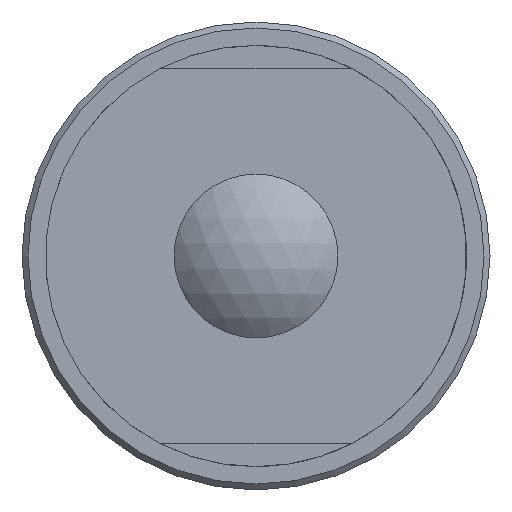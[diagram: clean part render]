
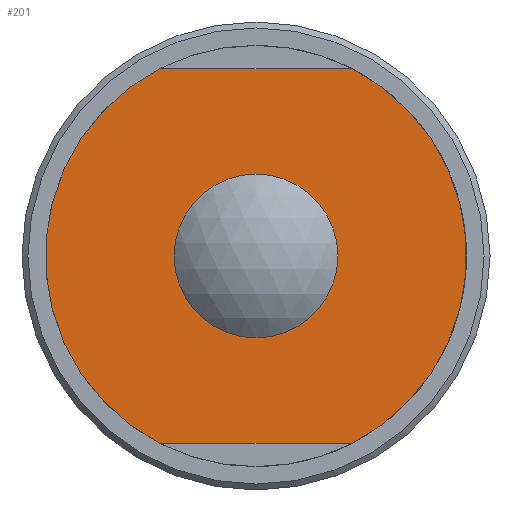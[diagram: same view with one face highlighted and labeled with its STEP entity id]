
A CAD part, left-side view. The second image highlights one B-rep face of the part: STEP entity #201.
In plain terms, the highlighted planar face has unit normal (-1, 0, 0).
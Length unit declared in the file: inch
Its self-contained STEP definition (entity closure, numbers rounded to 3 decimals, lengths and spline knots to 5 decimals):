
#28 = VECTOR ( 'NONE', #411, 39.37008 ) ;
#80 = VERTEX_POINT ( 'NONE', #113 ) ;
#88 = EDGE_CURVE ( 'NONE', #80, #405, #95, .T. ) ;
#95 = LINE ( 'NONE', #345, #28 ) ;
#98 = VERTEX_POINT ( 'NONE', #534 ) ;
#111 = ORIENTED_EDGE ( 'NONE', *, *, #295, .F. ) ;
#113 = CARTESIAN_POINT ( 'NONE',  ( 0.05906, 0.08116, -0.15748 ) ) ;
#115 = DIRECTION ( 'NONE',  ( -1., 0., 0. ) ) ;
#116 = DIRECTION ( 'NONE',  ( 0., 0., 1. ) ) ;
#124 = DIRECTION ( 'NONE',  ( 1., 0., 0. ) ) ;
#127 = CARTESIAN_POINT ( 'NONE',  ( 0.05906, 0.0689, 0. ) ) ;
#137 = AXIS2_PLACEMENT_3D ( 'NONE', #637, #319, #145 ) ;
#145 = DIRECTION ( 'NONE',  ( 0., 0., 1. ) ) ;
#148 = CIRCLE ( 'NONE', #137, 0.17717 ) ;
#154 = VERTEX_POINT ( 'NONE', #732 ) ;
#197 = FACE_BOUND ( 'NONE', #494, .T. ) ;
#201 = ADVANCED_FACE ( 'NONE', ( #197, #717 ), #358, .F. ) ;
#281 = CARTESIAN_POINT ( 'NONE',  ( 0.05906, 0., 0. ) ) ;
#295 = EDGE_CURVE ( 'NONE', #312, #98, #769, .T. ) ;
#312 = VERTEX_POINT ( 'NONE', #512 ) ;
#319 = DIRECTION ( 'NONE',  ( -1., 0., 0. ) ) ;
#339 = CARTESIAN_POINT ( 'NONE',  ( 0.05906, 0., 0. ) ) ;
#345 = CARTESIAN_POINT ( 'NONE',  ( 0.05906, 0.0689, -0.15748 ) ) ;
#358 = PLANE ( 'NONE',  #599 ) ;
#379 = VECTOR ( 'NONE', #450, 39.37008 ) ;
#405 = VERTEX_POINT ( 'NONE', #675 ) ;
#411 = DIRECTION ( 'NONE',  ( 0., -1., 0. ) ) ;
#414 = DIRECTION ( 'NONE',  ( 0., 0., 1. ) ) ;
#426 = ORIENTED_EDGE ( 'NONE', *, *, #88, .T. ) ;
#432 = EDGE_CURVE ( 'NONE', #154, #154, #671, .T. ) ;
#450 = DIRECTION ( 'NONE',  ( 0., -1., 0. ) ) ;
#483 = ORIENTED_EDGE ( 'NONE', *, *, #432, .F. ) ;
#494 = EDGE_LOOP ( 'NONE', ( #483 ) ) ;
#507 = CIRCLE ( 'NONE', #564, 0.17717 ) ;
#510 = EDGE_CURVE ( 'NONE', #405, #98, #148, .T. ) ;
#512 = CARTESIAN_POINT ( 'NONE',  ( 0.05906, 0.08116, 0.15748 ) ) ;
#516 = DIRECTION ( 'NONE',  ( 0., 0., -1. ) ) ;
#521 = DIRECTION ( 'NONE',  ( -1., 0., 0. ) ) ;
#534 = CARTESIAN_POINT ( 'NONE',  ( 0.05906, -0.08116, 0.15748 ) ) ;
#564 = AXIS2_PLACEMENT_3D ( 'NONE', #281, #115, #116 ) ;
#577 = EDGE_LOOP ( 'NONE', ( #111, #636, #426, #579 ) ) ;
#579 = ORIENTED_EDGE ( 'NONE', *, *, #510, .T. ) ;
#599 = AXIS2_PLACEMENT_3D ( 'NONE', #127, #124, #516 ) ;
#636 = ORIENTED_EDGE ( 'NONE', *, *, #725, .T. ) ;
#637 = CARTESIAN_POINT ( 'NONE',  ( 0.05906, 0., 0. ) ) ;
#671 = CIRCLE ( 'NONE', #682, 0.0689 ) ;
#675 = CARTESIAN_POINT ( 'NONE',  ( 0.05906, -0.08116, -0.15748 ) ) ;
#682 = AXIS2_PLACEMENT_3D ( 'NONE', #339, #521, #414 ) ;
#717 = FACE_OUTER_BOUND ( 'NONE', #577, .T. ) ;
#725 = EDGE_CURVE ( 'NONE', #312, #80, #507, .T. ) ;
#732 = CARTESIAN_POINT ( 'NONE',  ( 0.05906, 0., 0.0689 ) ) ;
#765 = CARTESIAN_POINT ( 'NONE',  ( 0.05906, 0.0689, 0.15748 ) ) ;
#769 = LINE ( 'NONE', #765, #379 ) ;
